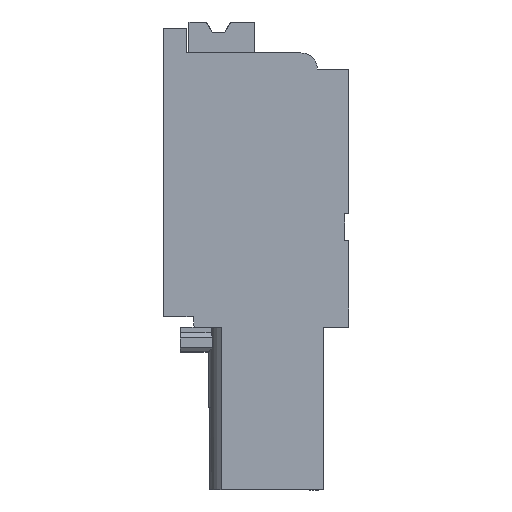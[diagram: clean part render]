
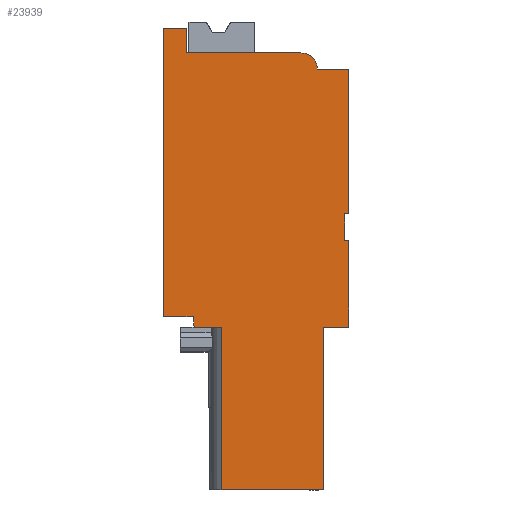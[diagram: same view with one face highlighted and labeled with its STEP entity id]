
A CAD part, left-side view. The second image highlights one B-rep face of the part: STEP entity #23939.
In plain terms, the highlighted planar face has unit normal (-1, 0, 0).
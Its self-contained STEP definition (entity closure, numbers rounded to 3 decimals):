
#4707=AXIS2_PLACEMENT_3D('Circle Axis2P3D',#4705,#4706,$) ;
#23912=AXIS2_PLACEMENT_3D('Plane Axis2P3D',#23909,#23910,#23911) ;
#40=CARTESIAN_POINT('Vertex',(0.,0.,13.4)) ;
#45=CARTESIAN_POINT('Line Origine',(0.,0.1,13.4)) ;
#49=CARTESIAN_POINT('Vertex',(0.,0.2,13.4)) ;
#83=CARTESIAN_POINT('Line Origine',(0.,0.2,12.75)) ;
#87=CARTESIAN_POINT('Vertex',(0.,0.2,12.1)) ;
#107=CARTESIAN_POINT('Line Origine',(0.,0.1,12.1)) ;
#111=CARTESIAN_POINT('Vertex',(0.,0.,12.1)) ;
#138=CARTESIAN_POINT('Line Origine',(0.,0.,10.)) ;
#142=CARTESIAN_POINT('Vertex',(0.,0.,7.9)) ;
#1258=CARTESIAN_POINT('Line Origine',(0.,0.612,7.9)) ;
#1262=CARTESIAN_POINT('Vertex',(0.,1.224,7.9)) ;
#1950=CARTESIAN_POINT('Line Origine',(0.,1.224,3.95)) ;
#1954=CARTESIAN_POINT('Vertex',(0.,1.224,0.)) ;
#3474=CARTESIAN_POINT('Line Origine',(0.,3.705,0.)) ;
#3478=CARTESIAN_POINT('Vertex',(0.,6.187,0.)) ;
#4702=CARTESIAN_POINT('Vertex',(0.,2.325,21.2)) ;
#4705=CARTESIAN_POINT('Axis2P3D Location',(0.,2.325,20.4)) ;
#4709=CARTESIAN_POINT('Vertex',(0.,1.525,20.4)) ;
#4870=CARTESIAN_POINT('Line Origine',(0.,5.087,21.2)) ;
#4874=CARTESIAN_POINT('Vertex',(0.,7.85,21.2)) ;
#6148=CARTESIAN_POINT('Line Origine',(0.,7.85,21.8)) ;
#6152=CARTESIAN_POINT('Vertex',(0.,7.85,22.4)) ;
#6179=CARTESIAN_POINT('Line Origine',(0.,8.425,22.4)) ;
#6183=CARTESIAN_POINT('Vertex',(0.,9.,22.4)) ;
#6210=CARTESIAN_POINT('Line Origine',(0.,9.,15.4)) ;
#6214=CARTESIAN_POINT('Vertex',(0.,9.,8.4)) ;
#6649=CARTESIAN_POINT('Line Origine',(0.,8.272,8.4)) ;
#6653=CARTESIAN_POINT('Vertex',(0.,7.545,8.4)) ;
#6910=CARTESIAN_POINT('Vertex',(0.,7.501,7.9)) ;
#6913=CARTESIAN_POINT('Line Origine',(0.,7.523,8.15)) ;
#6999=CARTESIAN_POINT('Vertex',(0.,6.187,7.9)) ;
#7002=CARTESIAN_POINT('Line Origine',(0.,6.844,7.9)) ;
#20067=CARTESIAN_POINT('Line Origine',(0.,0.762,20.4)) ;
#20071=CARTESIAN_POINT('Vertex',(0.,0.,20.4)) ;
#22585=CARTESIAN_POINT('Line Origine',(0.,6.187,3.95)) ;
#23909=CARTESIAN_POINT('Axis2P3D Location',(0.,0.,0.)) ;
#23914=CARTESIAN_POINT('Line Origine',(0.,0.,16.9)) ;
#46=DIRECTION('Vector Direction',(0.,1.,0.)) ;
#84=DIRECTION('Vector Direction',(0.,0.,1.)) ;
#108=DIRECTION('Vector Direction',(0.,-1.,0.)) ;
#139=DIRECTION('Vector Direction',(0.,0.,1.)) ;
#1259=DIRECTION('Vector Direction',(0.,1.,0.)) ;
#1951=DIRECTION('Vector Direction',(0.,0.,1.)) ;
#3475=DIRECTION('Vector Direction',(0.,-1.,0.)) ;
#4706=DIRECTION('Axis2P3D Direction',(-1.,-0.,0.)) ;
#4871=DIRECTION('Vector Direction',(0.,-1.,0.)) ;
#6149=DIRECTION('Vector Direction',(0.,0.,-1.)) ;
#6180=DIRECTION('Vector Direction',(0.,-1.,0.)) ;
#6211=DIRECTION('Vector Direction',(0.,0.,1.)) ;
#6650=DIRECTION('Vector Direction',(0.,-1.,0.)) ;
#6914=DIRECTION('Vector Direction',(0.,0.087,0.996)) ;
#7003=DIRECTION('Vector Direction',(0.,1.,0.)) ;
#20068=DIRECTION('Vector Direction',(0.,-1.,0.)) ;
#22586=DIRECTION('Vector Direction',(0.,0.,1.)) ;
#23910=DIRECTION('Axis2P3D Direction',(-1.,0.,0.)) ;
#23911=DIRECTION('Axis2P3D XDirection',(0.,0.,1.)) ;
#23915=DIRECTION('Vector Direction',(0.,0.,1.)) ;
#47=VECTOR('Line Direction',#46,1.) ;
#85=VECTOR('Line Direction',#84,1.) ;
#109=VECTOR('Line Direction',#108,1.) ;
#140=VECTOR('Line Direction',#139,1.) ;
#1260=VECTOR('Line Direction',#1259,1.) ;
#1952=VECTOR('Line Direction',#1951,1.) ;
#3476=VECTOR('Line Direction',#3475,1.) ;
#4872=VECTOR('Line Direction',#4871,1.) ;
#6150=VECTOR('Line Direction',#6149,1.) ;
#6181=VECTOR('Line Direction',#6180,1.) ;
#6212=VECTOR('Line Direction',#6211,1.) ;
#6651=VECTOR('Line Direction',#6650,1.) ;
#6915=VECTOR('Line Direction',#6914,1.) ;
#7004=VECTOR('Line Direction',#7003,1.) ;
#20069=VECTOR('Line Direction',#20068,1.) ;
#22587=VECTOR('Line Direction',#22586,1.) ;
#23916=VECTOR('Line Direction',#23915,1.) ;
#23920=ORIENTED_EDGE('',*,*,#23918,.T.) ;
#23921=ORIENTED_EDGE('',*,*,#20073,.T.) ;
#23922=ORIENTED_EDGE('',*,*,#4711,.T.) ;
#23923=ORIENTED_EDGE('',*,*,#4876,.T.) ;
#23924=ORIENTED_EDGE('',*,*,#6154,.T.) ;
#23925=ORIENTED_EDGE('',*,*,#6185,.T.) ;
#23926=ORIENTED_EDGE('',*,*,#6216,.T.) ;
#23927=ORIENTED_EDGE('',*,*,#6655,.T.) ;
#23928=ORIENTED_EDGE('',*,*,#6917,.T.) ;
#23929=ORIENTED_EDGE('',*,*,#7006,.T.) ;
#23930=ORIENTED_EDGE('',*,*,#22589,.F.) ;
#23931=ORIENTED_EDGE('',*,*,#3480,.T.) ;
#23932=ORIENTED_EDGE('',*,*,#1956,.T.) ;
#23933=ORIENTED_EDGE('',*,*,#1264,.T.) ;
#23934=ORIENTED_EDGE('',*,*,#144,.T.) ;
#23935=ORIENTED_EDGE('',*,*,#113,.T.) ;
#23936=ORIENTED_EDGE('',*,*,#89,.T.) ;
#23937=ORIENTED_EDGE('',*,*,#51,.T.) ;
#23939=ADVANCED_FACE('HOUSING',(#23938),#23913,.T.) ;
#4708=CIRCLE('generated circle',#4707,0.8) ;
#51=EDGE_CURVE('',#50,#41,#48,.F.) ;
#89=EDGE_CURVE('',#88,#50,#86,.T.) ;
#113=EDGE_CURVE('',#112,#88,#110,.F.) ;
#144=EDGE_CURVE('',#143,#112,#141,.T.) ;
#1264=EDGE_CURVE('',#1263,#143,#1261,.F.) ;
#1956=EDGE_CURVE('',#1955,#1263,#1953,.T.) ;
#3480=EDGE_CURVE('',#3479,#1955,#3477,.T.) ;
#4711=EDGE_CURVE('',#4710,#4703,#4708,.T.) ;
#4876=EDGE_CURVE('',#4703,#4875,#4873,.F.) ;
#6154=EDGE_CURVE('',#4875,#6153,#6151,.F.) ;
#6185=EDGE_CURVE('',#6153,#6184,#6182,.F.) ;
#6216=EDGE_CURVE('',#6184,#6215,#6213,.F.) ;
#6655=EDGE_CURVE('',#6215,#6654,#6652,.T.) ;
#6917=EDGE_CURVE('',#6654,#6911,#6916,.F.) ;
#7006=EDGE_CURVE('',#6911,#7000,#7005,.F.) ;
#20073=EDGE_CURVE('',#20072,#4710,#20070,.F.) ;
#22589=EDGE_CURVE('',#3479,#7000,#22588,.T.) ;
#23918=EDGE_CURVE('',#41,#20072,#23917,.T.) ;
#23919=EDGE_LOOP('',(#23920,#23921,#23922,#23923,#23924,#23925,#23926,#23927,#23928,#23929,#23930,#23931,#23932,#23933,#23934,#23935,#23936,#23937)) ;
#23938=FACE_OUTER_BOUND('',#23919,.T.) ;
#48=LINE('Line',#45,#47) ;
#86=LINE('Line',#83,#85) ;
#110=LINE('Line',#107,#109) ;
#141=LINE('Line',#138,#140) ;
#1261=LINE('Line',#1258,#1260) ;
#1953=LINE('Line',#1950,#1952) ;
#3477=LINE('Line',#3474,#3476) ;
#4873=LINE('Line',#4870,#4872) ;
#6151=LINE('Line',#6148,#6150) ;
#6182=LINE('Line',#6179,#6181) ;
#6213=LINE('Line',#6210,#6212) ;
#6652=LINE('Line',#6649,#6651) ;
#6916=LINE('Line',#6913,#6915) ;
#7005=LINE('Line',#7002,#7004) ;
#20070=LINE('Line',#20067,#20069) ;
#22588=LINE('Line',#22585,#22587) ;
#23917=LINE('Line',#23914,#23916) ;
#23913=PLANE('',#23912) ;
#41=VERTEX_POINT('',#40) ;
#50=VERTEX_POINT('',#49) ;
#88=VERTEX_POINT('',#87) ;
#112=VERTEX_POINT('',#111) ;
#143=VERTEX_POINT('',#142) ;
#1263=VERTEX_POINT('',#1262) ;
#1955=VERTEX_POINT('',#1954) ;
#3479=VERTEX_POINT('',#3478) ;
#4703=VERTEX_POINT('',#4702) ;
#4710=VERTEX_POINT('',#4709) ;
#4875=VERTEX_POINT('',#4874) ;
#6153=VERTEX_POINT('',#6152) ;
#6184=VERTEX_POINT('',#6183) ;
#6215=VERTEX_POINT('',#6214) ;
#6654=VERTEX_POINT('',#6653) ;
#6911=VERTEX_POINT('',#6910) ;
#7000=VERTEX_POINT('',#6999) ;
#20072=VERTEX_POINT('',#20071) ;
